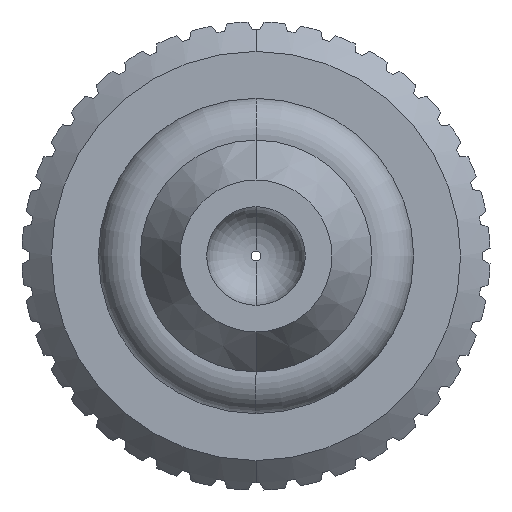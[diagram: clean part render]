
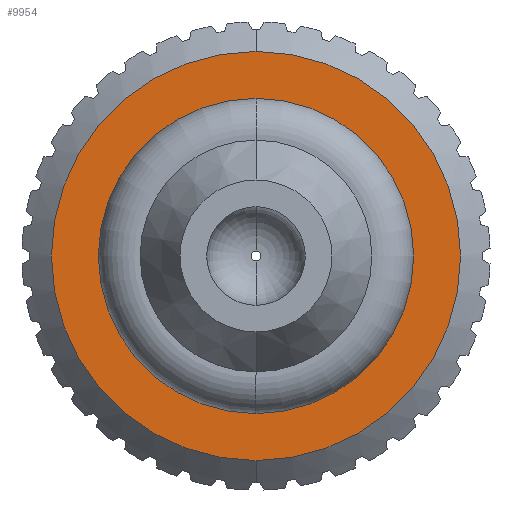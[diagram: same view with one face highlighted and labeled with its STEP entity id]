
A CAD part, front view. The second image highlights one B-rep face of the part: STEP entity #9954.
In plain terms, the highlighted planar face has unit normal (0, -1, 0).
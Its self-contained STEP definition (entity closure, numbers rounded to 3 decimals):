
#54 = DIRECTION ( 'NONE',  ( 0., 1., 0. ) ) ;
#944 = DIRECTION ( 'NONE',  ( 0., -1., 0. ) ) ;
#1237 = CARTESIAN_POINT ( 'NONE',  ( 0., 5., 0. ) ) ;
#1405 = EDGE_CURVE ( 'NONE', #5719, #8700, #17257, .T. ) ;
#1920 = EDGE_LOOP ( 'NONE', ( #12737, #4009 ) ) ;
#2339 = VERTEX_POINT ( 'NONE', #14479 ) ;
#2343 = VERTEX_POINT ( 'NONE', #14292 ) ;
#3015 = DIRECTION ( 'NONE',  ( 0., 0., 1. ) ) ;
#3131 = CARTESIAN_POINT ( 'NONE',  ( 0., 5., 0. ) ) ;
#3453 = EDGE_CURVE ( 'NONE', #2343, #2339, #12502, .T. ) ;
#4009 = ORIENTED_EDGE ( 'NONE', *, *, #5152, .F. ) ;
#4687 = DIRECTION ( 'NONE',  ( 0., 1., 0. ) ) ;
#5152 = EDGE_CURVE ( 'NONE', #8700, #5719, #16958, .T. ) ;
#5592 = AXIS2_PLACEMENT_3D ( 'NONE', #8939, #944, #7752 ) ;
#5719 = VERTEX_POINT ( 'NONE', #6761 ) ;
#5819 = AXIS2_PLACEMENT_3D ( 'NONE', #3131, #8335, #3015 ) ;
#6686 = DIRECTION ( 'NONE',  ( 0., -1., 0. ) ) ;
#6744 = AXIS2_PLACEMENT_3D ( 'NONE', #7303, #4687, #7402 ) ;
#6761 = CARTESIAN_POINT ( 'NONE',  ( 0., 5., 4.15 ) ) ;
#7303 = CARTESIAN_POINT ( 'NONE',  ( 3.5, 5., 0. ) ) ;
#7402 = DIRECTION ( 'NONE',  ( 0., 0., 1. ) ) ;
#7752 = DIRECTION ( 'NONE',  ( 0., 0., 1. ) ) ;
#8335 = DIRECTION ( 'NONE',  ( 0., 1., 0. ) ) ;
#8412 = EDGE_LOOP ( 'NONE', ( #11196, #11492 ) ) ;
#8700 = VERTEX_POINT ( 'NONE', #10480 ) ;
#8884 = CIRCLE ( 'NONE', #5592, 3.198 ) ;
#8939 = CARTESIAN_POINT ( 'NONE',  ( 0., 5., 0. ) ) ;
#9954 = ADVANCED_FACE ( 'NONE', ( #13993, #16118 ), #12800, .F. ) ;
#10480 = CARTESIAN_POINT ( 'NONE',  ( 0., 5., -4.15 ) ) ;
#10799 = CARTESIAN_POINT ( 'NONE',  ( 0., 5., 0. ) ) ;
#11196 = ORIENTED_EDGE ( 'NONE', *, *, #15483, .F. ) ;
#11492 = ORIENTED_EDGE ( 'NONE', *, *, #3453, .F. ) ;
#12154 = DIRECTION ( 'NONE',  ( 0., 0., 1. ) ) ;
#12502 = CIRCLE ( 'NONE', #13006, 3.198 ) ;
#12737 = ORIENTED_EDGE ( 'NONE', *, *, #1405, .F. ) ;
#12800 = PLANE ( 'NONE',  #6744 ) ;
#13006 = AXIS2_PLACEMENT_3D ( 'NONE', #1237, #6686, #15920 ) ;
#13993 = FACE_BOUND ( 'NONE', #8412, .T. ) ;
#14292 = CARTESIAN_POINT ( 'NONE',  ( 0., 5., -3.198 ) ) ;
#14479 = CARTESIAN_POINT ( 'NONE',  ( 0., 5., 3.198 ) ) ;
#14518 = AXIS2_PLACEMENT_3D ( 'NONE', #10799, #54, #12154 ) ;
#15483 = EDGE_CURVE ( 'NONE', #2339, #2343, #8884, .T. ) ;
#15920 = DIRECTION ( 'NONE',  ( 0., 0., 1. ) ) ;
#16118 = FACE_OUTER_BOUND ( 'NONE', #1920, .T. ) ;
#16958 = CIRCLE ( 'NONE', #14518, 4.15 ) ;
#17257 = CIRCLE ( 'NONE', #5819, 4.15 ) ;
